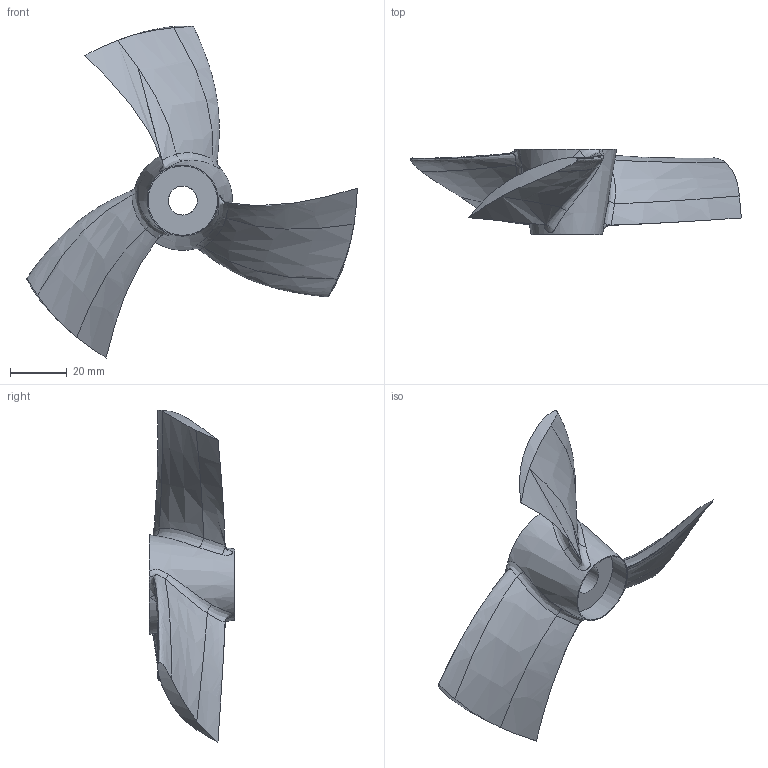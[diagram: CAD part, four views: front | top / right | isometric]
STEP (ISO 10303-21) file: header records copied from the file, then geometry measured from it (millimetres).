
FILE_DESCRIPTION(/* description */ (''),/* implementation_level */ '2;1');
FILE_NAME(/* name */ 'PropV3BR v4.step',/* time_stamp */ '2018-09-04T14:41:07+02:00',/* author */ ('rimaudb'),/* organization */ (''),/* preprocessor_version */ 'ST-DEVELOPER v17',/* originating_system */ 'Autodesk Translation Framework v7.1.0.215',/* authorisation */ '');
FILE_SCHEMA (('AUTOMOTIVE_DESIGN { 1 0 10303 214 3 1 1 }'));
Length unit declared in the file: millimetre
Products named in the file (1): PropV3BR
Bounding box: 116.19 x 30.01 x 116.66 mm (x, y, z)
Volume: 34631.4 mm3; surface area: 16500 mm2
Topology: 1 solids, 1 shells, 53 faces, 170 edges, 120 vertices
Faces by surface type: bspline 39, plane 9, cylinder 4, cone 1
Full cylindrical faces by diameter (mm): 10.2 x1, 24.4 x1
Entity records: 9343 total; most frequent: CARTESIAN_POINT 8162, ORIENTED_EDGE 340, EDGE_CURVE 170, B_SPLINE_CURVE_WITH_KNOTS 132, VERTEX_POINT 120, DIRECTION 87, EDGE_LOOP 56, FACE_OUTER_BOUND 53
